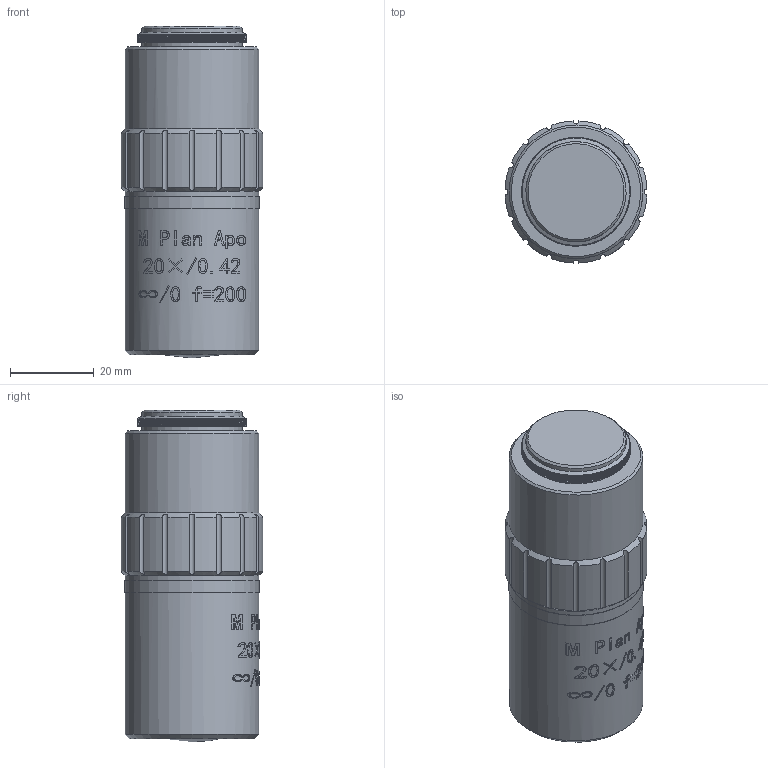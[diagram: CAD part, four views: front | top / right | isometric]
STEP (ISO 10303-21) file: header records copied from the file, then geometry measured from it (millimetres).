
FILE_DESCRIPTION (( 'STEP AP203' ), '1' );
FILE_NAME ('690034.STEP', '2024-07-12T01:11:14', ( 'Windows User' ), ( 'P R C' ), 'SwSTEP 2.0', 'SolidWorks 2020', '' );
FILE_SCHEMA (( 'CONFIG_CONTROL_DESIGN' ));
Length unit declared in the file: millimetre
Products named in the file (1): 690034
Bounding box: 33.97 x 33.97 x 79.41 mm (x, y, z)
Volume: 62000.8 mm3; surface area: 14970.3 mm2
Topology: 4 solids, 4 shells, 316 faces, 810 edges, 540 vertices
Faces by surface type: plane 146, bspline 85, cylinder 78, cone 6, sphere 1
Full cylindrical faces by diameter (mm): 21.436 x1, 24 x2, 32 x3, 32.2 x1
Entity records: 18378 total; most frequent: CARTESIAN_POINT 11424, ORIENTED_EDGE 1548, DIRECTION 1125, EDGE_CURVE 774, VERTEX_POINT 528, AXIS2_PLACEMENT_3D 396, EDGE_LOOP 382, FACE_OUTER_BOUND 333
